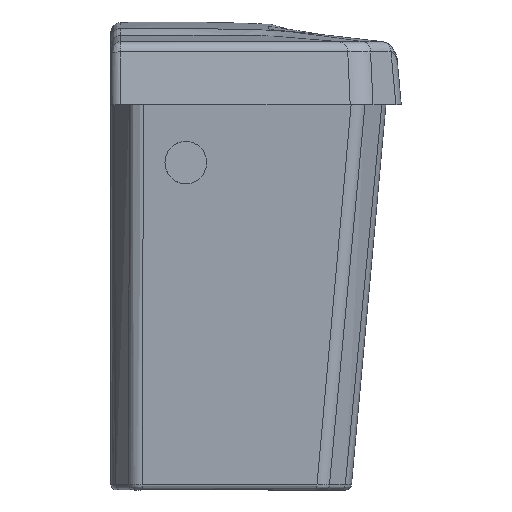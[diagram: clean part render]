
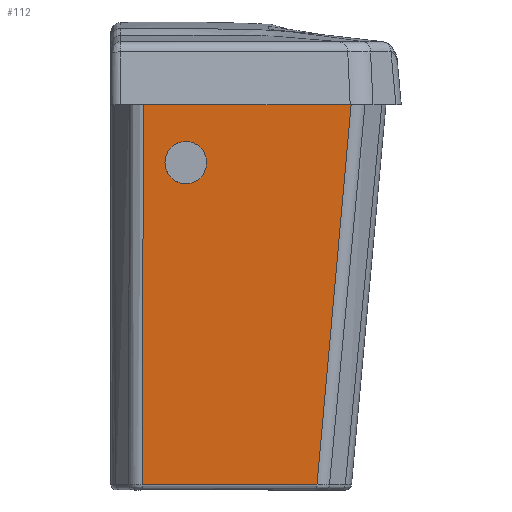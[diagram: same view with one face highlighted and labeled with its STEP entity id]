
A CAD part, left-side view. The second image highlights one B-rep face of the part: STEP entity #112.
In plain terms, the highlighted planar face has unit normal (-0.999, 0, -0.046).
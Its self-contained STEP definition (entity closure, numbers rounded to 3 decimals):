
#15=FACE_BOUND('',#429,.T.);
#112=ADVANCED_FACE('',(#269,#15),#2367,.T.);
#269=FACE_OUTER_BOUND('',#428,.T.);
#428=EDGE_LOOP('',(#847,#848,#849,#850));
#429=EDGE_LOOP('',(#851,#852));
#847=ORIENTED_EDGE('',*,*,#1416,.T.);
#848=ORIENTED_EDGE('',*,*,#1417,.T.);
#849=ORIENTED_EDGE('',*,*,#1418,.T.);
#850=ORIENTED_EDGE('',*,*,#1419,.T.);
#851=ORIENTED_EDGE('',*,*,#1421,.T.);
#852=ORIENTED_EDGE('',*,*,#1420,.T.);
#1416=EDGE_CURVE('',#2105,#2106,#1715,.T.);
#1417=EDGE_CURVE('',#2106,#2107,#1918,.T.);
#1418=EDGE_CURVE('',#2107,#2108,#1716,.T.);
#1419=EDGE_CURVE('',#2108,#2105,#1717,.T.);
#1420=EDGE_CURVE('',#2109,#2110,#1919,.T.);
#1421=EDGE_CURVE('',#2110,#2109,#1920,.T.);
#1715=(
BOUNDED_CURVE()
B_SPLINE_CURVE(1,(#12281,#12282),.UNSPECIFIED.,.F.,.F.)
B_SPLINE_CURVE_WITH_KNOTS((2,2),(0.,146.642),.UNSPECIFIED.)
CURVE()
GEOMETRIC_REPRESENTATION_ITEM()
RATIONAL_B_SPLINE_CURVE((1.,1.))
REPRESENTATION_ITEM('')
);
#1716=(
BOUNDED_CURVE()
B_SPLINE_CURVE(1,(#12292,#12293),.UNSPECIFIED.,.F.,.F.)
B_SPLINE_CURVE_WITH_KNOTS((2,2),(0.,123.398),.UNSPECIFIED.)
CURVE()
GEOMETRIC_REPRESENTATION_ITEM()
RATIONAL_B_SPLINE_CURVE((1.,1.))
REPRESENTATION_ITEM('')
);
#1717=(
BOUNDED_CURVE()
B_SPLINE_CURVE(1,(#12294,#12295),.UNSPECIFIED.,.F.,.F.)
B_SPLINE_CURVE_WITH_KNOTS((2,2),(0.,269.741),.UNSPECIFIED.)
CURVE()
GEOMETRIC_REPRESENTATION_ITEM()
RATIONAL_B_SPLINE_CURVE((1.,1.))
REPRESENTATION_ITEM('')
);
#1918=B_SPLINE_CURVE_WITH_KNOTS('',3,(#12283,#12284,#12285,#12286,#12287,
#12288,#12289,#12290,#12291),.UNSPECIFIED.,.F.,.F.,(4,3,2,4),(0.,0.342,
134.502,268.663),.UNSPECIFIED.);
#1919=B_SPLINE_CURVE_WITH_KNOTS('',3,(#12296,#12297,#12298,#12299,#12300,
#12301,#12302,#12303,#12304,#12305,#12306,#12307,#12308,#12309,#12310,#12311,
#12312,#12313,#12314,#12315,#12316),.UNSPECIFIED.,.F.,.F.,(4,2,3,2,3,2,
3,2,4),(0.,5.912,11.825,17.663,23.504,
29.344,35.183,41.096,47.008),
 .UNSPECIFIED.);
#1920=B_SPLINE_CURVE_WITH_KNOTS('',3,(#12317,#12318,#12319,#12320,#12321,
#12322,#12323,#12324,#12325,#12326,#12327,#12328,#12329,#12330,#12331,#12332,
#12333,#12334,#12335,#12336,#12337),.UNSPECIFIED.,.F.,.F.,(4,2,3,2,3,2,
3,2,4),(0.,5.912,11.825,17.663,23.504,
29.344,35.183,41.096,47.008),
 .UNSPECIFIED.);
#2105=VERTEX_POINT('',#12110);
#2106=VERTEX_POINT('',#12111);
#2107=VERTEX_POINT('',#12112);
#2108=VERTEX_POINT('',#12113);
#2109=VERTEX_POINT('',#12114);
#2110=VERTEX_POINT('',#12115);
#2367=PLANE('',#2507);
#2507=AXIS2_PLACEMENT_3D('',#11010,#2564,$);
#2564=DIRECTION('',(-0.999,0.,-0.046));
#11010=CARTESIAN_POINT('',(-251.04,-7.442,302.508));
#12110=CARTESIAN_POINT('',(-249.796,-169.704,275.658));
#12111=CARTESIAN_POINT('',(-249.796,-23.062,275.658));
#12112=CARTESIAN_POINT('',(-237.358,-22.204,7.285));
#12113=CARTESIAN_POINT('',(-237.358,-145.602,7.285));
#12114=CARTESIAN_POINT('',(-247.896,-38.284,234.661));
#12115=CARTESIAN_POINT('',(-247.896,-67.719,234.661));
#12281=CARTESIAN_POINT('',(-249.796,-169.704,275.658));
#12282=CARTESIAN_POINT('',(-249.796,-23.062,275.658));
#12283=CARTESIAN_POINT('',(-249.796,-23.062,275.658));
#12284=CARTESIAN_POINT('',(-249.79,-23.062,275.544));
#12285=CARTESIAN_POINT('',(-249.785,-23.061,275.43));
#12286=CARTESIAN_POINT('',(-249.78,-23.061,275.317));
#12287=CARTESIAN_POINT('',(-247.71,-22.918,230.645));
#12288=CARTESIAN_POINT('',(-245.639,-22.775,185.973));
#12289=CARTESIAN_POINT('',(-241.499,-22.49,96.629));
#12290=CARTESIAN_POINT('',(-239.429,-22.347,51.957));
#12291=CARTESIAN_POINT('',(-237.358,-22.204,7.285));
#12292=CARTESIAN_POINT('',(-237.358,-22.204,7.285));
#12293=CARTESIAN_POINT('',(-237.358,-145.602,7.285));
#12294=CARTESIAN_POINT('',(-237.358,-145.602,7.285));
#12295=CARTESIAN_POINT('',(-249.796,-169.704,275.658));
#12296=CARTESIAN_POINT('',(-247.896,-38.284,234.661));
#12297=CARTESIAN_POINT('',(-247.987,-38.284,236.622));
#12298=CARTESIAN_POINT('',(-248.077,-38.661,238.568));
#12299=CARTESIAN_POINT('',(-248.245,-40.135,242.205));
#12300=CARTESIAN_POINT('',(-248.322,-41.219,243.866));
#12301=CARTESIAN_POINT('',(-248.387,-42.594,245.267));
#12302=CARTESIAN_POINT('',(-248.451,-43.952,246.651));
#12303=CARTESIAN_POINT('',(-248.503,-45.568,247.756));
#12304=CARTESIAN_POINT('',(-248.573,-49.141,249.269));
#12305=CARTESIAN_POINT('',(-248.591,-51.06,249.661));
#12306=CARTESIAN_POINT('',(-248.591,-53.001,249.661));
#12307=CARTESIAN_POINT('',(-248.591,-54.943,249.661));
#12308=CARTESIAN_POINT('',(-248.573,-56.861,249.269));
#12309=CARTESIAN_POINT('',(-248.503,-60.435,247.756));
#12310=CARTESIAN_POINT('',(-248.451,-62.051,246.651));
#12311=CARTESIAN_POINT('',(-248.387,-63.408,245.267));
#12312=CARTESIAN_POINT('',(-248.322,-64.784,243.866));
#12313=CARTESIAN_POINT('',(-248.245,-65.868,242.205));
#12314=CARTESIAN_POINT('',(-248.077,-67.342,238.568));
#12315=CARTESIAN_POINT('',(-247.987,-67.719,236.622));
#12316=CARTESIAN_POINT('',(-247.896,-67.719,234.661));
#12317=CARTESIAN_POINT('',(-247.896,-67.719,234.661));
#12318=CARTESIAN_POINT('',(-247.805,-67.719,232.699));
#12319=CARTESIAN_POINT('',(-247.715,-67.342,230.754));
#12320=CARTESIAN_POINT('',(-247.546,-65.868,227.116));
#12321=CARTESIAN_POINT('',(-247.469,-64.784,225.456));
#12322=CARTESIAN_POINT('',(-247.404,-63.408,224.054));
#12323=CARTESIAN_POINT('',(-247.34,-62.051,222.67));
#12324=CARTESIAN_POINT('',(-247.289,-60.435,221.565));
#12325=CARTESIAN_POINT('',(-247.219,-56.861,220.052));
#12326=CARTESIAN_POINT('',(-247.201,-54.943,219.661));
#12327=CARTESIAN_POINT('',(-247.201,-53.001,219.661));
#12328=CARTESIAN_POINT('',(-247.201,-51.06,219.661));
#12329=CARTESIAN_POINT('',(-247.219,-49.141,220.052));
#12330=CARTESIAN_POINT('',(-247.289,-45.568,221.565));
#12331=CARTESIAN_POINT('',(-247.34,-43.952,222.67));
#12332=CARTESIAN_POINT('',(-247.404,-42.594,224.054));
#12333=CARTESIAN_POINT('',(-247.469,-41.219,225.456));
#12334=CARTESIAN_POINT('',(-247.546,-40.135,227.116));
#12335=CARTESIAN_POINT('',(-247.715,-38.661,230.754));
#12336=CARTESIAN_POINT('',(-247.805,-38.284,232.699));
#12337=CARTESIAN_POINT('',(-247.896,-38.284,234.661));
